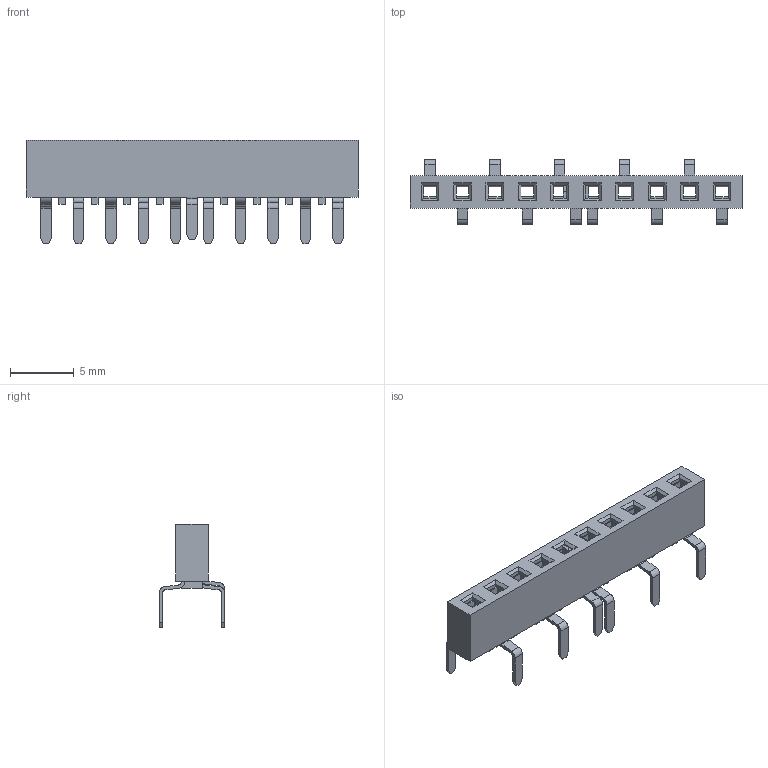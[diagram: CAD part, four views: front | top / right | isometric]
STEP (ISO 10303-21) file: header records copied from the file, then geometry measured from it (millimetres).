
FILE_DESCRIPTION( ( 'Unknown' ), '1' );
FILE_NAME( '61301015721.stp', 'Unknown', ( 'Unknown' ), ( 'Unknown' ), 'PSStep 14.0', 'Unknown', ' ' );
FILE_SCHEMA( ( 'AUTOMOTIVE_DESIGN { 1 0 10303 214 1 1 1 1 }' ) );
Length unit declared in the file: millimetre
Products named in the file (3): Assem1; 6130xx15721_PIN; 61301015721
Bounding box: 26 x 5.08 x 8.1 mm (x, y, z)
Volume: 388.5 mm3; surface area: 1980.5 mm2
Topology: 13 solids, 13 shells, 1492 faces, 3998 edges, 2512 vertices
Faces by surface type: plane 964, cylinder 506, torus 11, bspline 11
Full cylindrical faces by diameter (mm): 0.01 x11, 0.51 x11
Entity records: 10423 total; most frequent: CARTESIAN_POINT 1674, ORIENTED_EDGE 1376, DIRECTION 1294, EDGE_CURVE 688, LINE 578, VECTOR 578, VERTEX_POINT 426, AXIS2_PLACEMENT_3D 358
